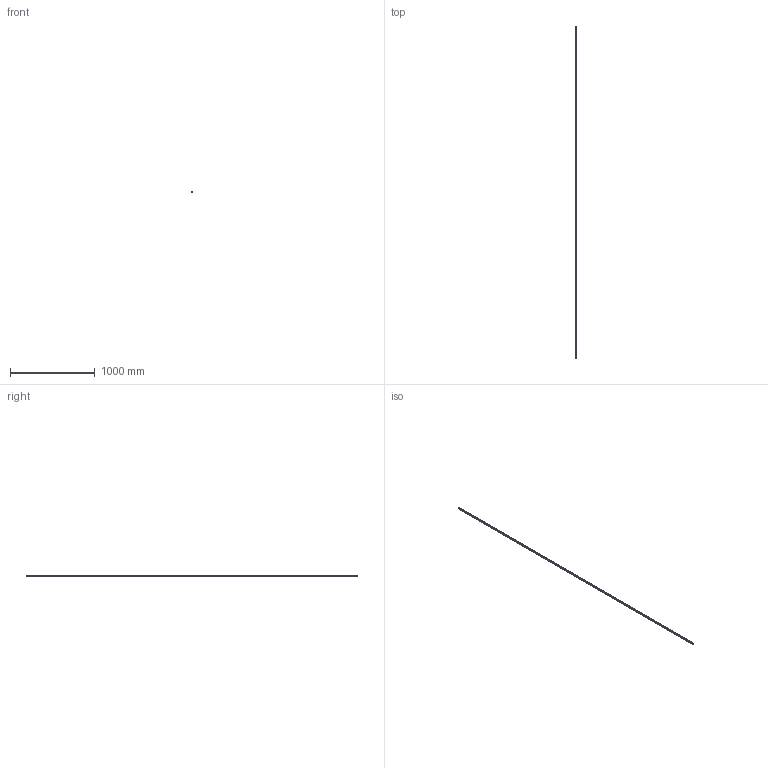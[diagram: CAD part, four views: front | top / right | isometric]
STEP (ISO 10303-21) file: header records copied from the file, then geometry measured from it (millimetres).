
FILE_DESCRIPTION(('STEP AP214'),'1');
FILE_NAME('cctmp_15A16EA1-D37D-474E-A893-3398544B41C3_2021_01_19_10_39_59_0819..stp','2021-01-19T09:40:00',('HIWIN GmbH'),('CADClick - www.CADClick.com'),'Spatial InterOp 3D',' ','unknown authorization');
FILE_SCHEMA(('AUTOMOTIVE_DESIGN'));
Length unit declared in the file: millimetre
Products named in the file (1): HGR15T3920C_FILE
Bounding box: 15 x 3920 x 15 mm (x, y, z)
Volume: 735747.7 mm3; surface area: 248608.4 mm2
Topology: 1 solids, 1 shells, 379 faces, 987 edges, 548 vertices
Faces by surface type: cylinder 158, cone 132, plane 89
Entity records: 13633 total; most frequent: DIRECTION 1931, CARTESIAN_POINT 1783, ORIENTED_EDGE 1710, EDGE_CURVE 855, AXIS2_PLACEMENT_3D 696, VERTEX_POINT 548, LINE 539, VECTOR 539
